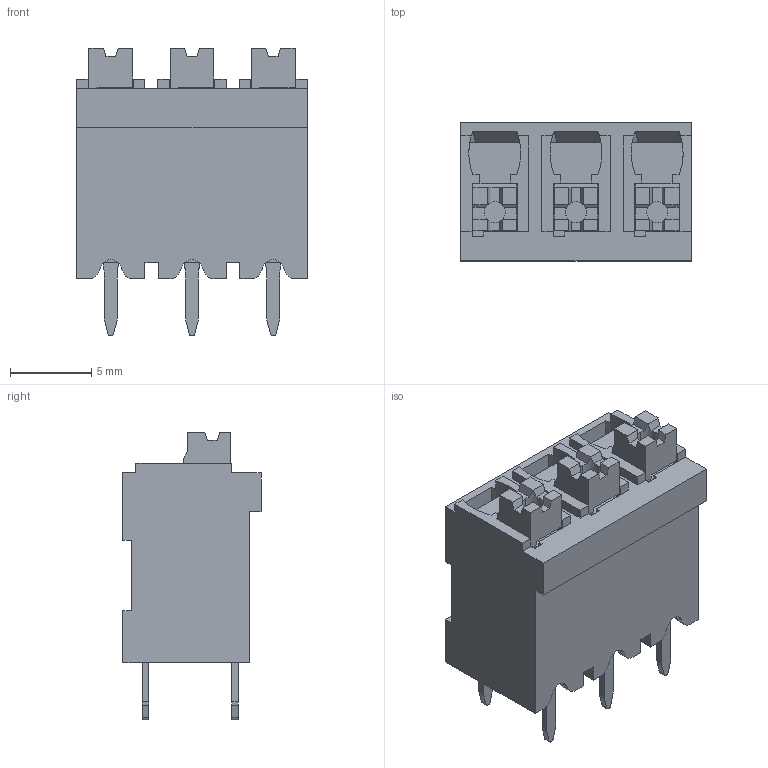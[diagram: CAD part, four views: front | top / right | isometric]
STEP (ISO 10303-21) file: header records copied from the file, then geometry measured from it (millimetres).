
FILE_DESCRIPTION(('FreeCAD Model'),'2;1');
FILE_NAME('Open CASCADE Shape Model','2022-09-02T14:22:41',( 'kicad StepUp'),('ksu MCAD'),'Open CASCADE STEP processor 7.5', 'FreeCAD','Unknown');
FILE_SCHEMA(('AUTOMOTIVE_DESIGN { 1 0 10303 214 1 1 1 1 }'));
Length unit declared in the file: millimetre
Products named in the file (1): TBLH10V_500_03
Bounding box: 14.2 x 8.5 x 17.7 mm (x, y, z)
Volume: 1202 mm3; surface area: 1316.2 mm2
Topology: 4 solids, 4 shells, 427 faces, 1231 edges, 816 vertices
Faces by surface type: plane 349, cylinder 72, bspline 6
Entity records: 17090 total; most frequent: CARTESIAN_POINT 2835, ORIENTED_EDGE 2462, DIRECTION 2168, EDGE_CURVE 1231, LINE 994, VECTOR 994, VERTEX_POINT 816, AXIS2_PLACEMENT_3D 587
